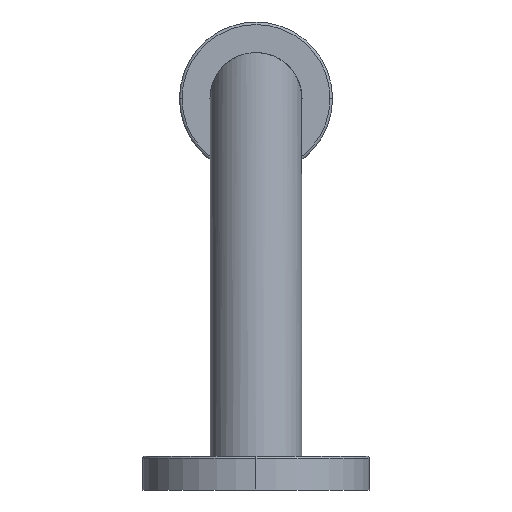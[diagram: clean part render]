
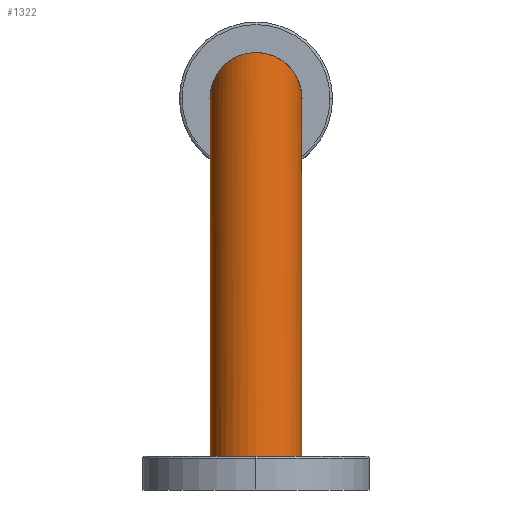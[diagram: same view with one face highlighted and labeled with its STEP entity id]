
A CAD part, left-side view. The second image highlights one B-rep face of the part: STEP entity #1322.
In plain terms, the highlighted cylindrical face has radius 8.999 mm (diameter 17.998 mm), a partial arc.
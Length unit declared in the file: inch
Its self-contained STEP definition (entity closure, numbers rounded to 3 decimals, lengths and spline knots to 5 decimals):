
#40=CARTESIAN_POINT('',(0.,0.,0.));
#41=DIRECTION('',(0.,0.,1.));
#42=DIRECTION('',(0.,1.,0.));
#43=AXIS2_PLACEMENT_3D('',#40,#41,#42);
#60=DIRECTION('',(0.,0.,1.));
#61=VECTOR('',#60,2.7557);
#62=CARTESIAN_POINT('',(0.,0.3543,0.));
#63=LINE('',#62,#61);
#64=CARTESIAN_POINT('',(-0.3543,0.,3.11));
#65=CARTESIAN_POINT('',(-0.3543,0.00914,3.11001));
#66=CARTESIAN_POINT('',(-0.35359,0.02757,3.1093));
#67=CARTESIAN_POINT('',(-0.35031,0.05546,3.10601));
#68=CARTESIAN_POINT('',(-0.34472,0.08353,3.10042));
#69=CARTESIAN_POINT('',(-0.33671,0.11157,3.09241));
#70=CARTESIAN_POINT('',(-0.32612,0.13958,3.08182));
#71=CARTESIAN_POINT('',(-0.31271,0.16756,3.06841));
#72=CARTESIAN_POINT('',(-0.29625,0.19525,3.05195));
#73=CARTESIAN_POINT('',(-0.27652,0.22238,3.03222));
#74=CARTESIAN_POINT('',(-0.2533,0.24858,3.009));
#75=CARTESIAN_POINT('',(-0.22645,0.27333,2.98215));
#76=CARTESIAN_POINT('',(-0.19595,0.29603,2.95165));
#77=CARTESIAN_POINT('',(-0.16191,0.31599,2.91761));
#78=CARTESIAN_POINT('',(-0.12466,0.3325,2.88035));
#79=CARTESIAN_POINT('',(-0.08473,0.34488,2.84044));
#80=CARTESIAN_POINT('',(-0.04285,0.35256,2.79852));
#81=CARTESIAN_POINT('',(-0.01433,0.3543,2.7701));
#82=CARTESIAN_POINT('',(0.,0.3543,2.7557));
#84=CARTESIAN_POINT('',(0.,-0.3543,2.7557));
#85=CARTESIAN_POINT('',(-0.01433,-0.3543,2.7701));
#86=CARTESIAN_POINT('',(-0.04285,-0.35256,
2.79852));
#87=CARTESIAN_POINT('',(-0.08473,-0.34488,
2.84044));
#88=CARTESIAN_POINT('',(-0.12466,-0.3325,
2.88035));
#89=CARTESIAN_POINT('',(-0.16191,-0.31599,
2.91761));
#90=CARTESIAN_POINT('',(-0.19595,-0.29603,
2.95165));
#91=CARTESIAN_POINT('',(-0.22645,-0.27333,
2.98215));
#92=CARTESIAN_POINT('',(-0.2533,-0.24858,
3.009));
#93=CARTESIAN_POINT('',(-0.27652,-0.22238,
3.03222));
#94=CARTESIAN_POINT('',(-0.29625,-0.19525,
3.05195));
#95=CARTESIAN_POINT('',(-0.31271,-0.16756,
3.06841));
#96=CARTESIAN_POINT('',(-0.32612,-0.13958,
3.08182));
#97=CARTESIAN_POINT('',(-0.33671,-0.11157,
3.09241));
#98=CARTESIAN_POINT('',(-0.34472,-0.08353,
3.10042));
#99=CARTESIAN_POINT('',(-0.35031,-0.05546,
3.10601));
#100=CARTESIAN_POINT('',(-0.35359,-0.02757,
3.1093));
#101=CARTESIAN_POINT('',(-0.3543,-0.00914,3.11001));
#102=CARTESIAN_POINT('',(-0.3543,0.,3.11));
#104=DIRECTION('',(0.,0.,1.));
#105=VECTOR('',#104,2.7557);
#106=CARTESIAN_POINT('',(0.,-0.3543,0.));
#107=LINE('',#106,#105);
#1102=VERTEX_POINT('',#64);
#1103=VERTEX_POINT('',#82);
#1105=VERTEX_POINT('',#84);
#1112=CARTESIAN_POINT('',(0.,0.3543,0.));
#1113=CARTESIAN_POINT('',(0.,-0.3543,0.));
#1114=VERTEX_POINT('',#1112);
#1115=VERTEX_POINT('',#1113);
#1306=CARTESIAN_POINT('',(0.,0.,0.));
#1307=DIRECTION('',(0.,0.,1.));
#1308=DIRECTION('',(0.,1.,0.));
#1309=AXIS2_PLACEMENT_3D('',#1306,#1307,#1308);
#1310=CYLINDRICAL_SURFACE('',#1309,0.3543);
#1311=ORIENTED_EDGE('',*,*,#1287,.F.);
#1313=ORIENTED_EDGE('',*,*,#1312,.T.);
#1315=ORIENTED_EDGE('',*,*,#1314,.F.);
#1317=ORIENTED_EDGE('',*,*,#1316,.F.);
#1319=ORIENTED_EDGE('',*,*,#1318,.F.);
#1320=EDGE_LOOP('',(#1311,#1313,#1315,#1317,#1319));
#1321=FACE_OUTER_BOUND('',#1320,.F.);
#1322=ADVANCED_FACE('',(#1321),#1310,.T.);
#44=CIRCLE('',#43,0.3543);
#83=B_SPLINE_CURVE_WITH_KNOTS('',3,(#64,#65,#66,#67,#68,#69,#70,#71,#72,#73,#74,
#75,#76,#77,#78,#79,#80,#81,#82),.UNSPECIFIED.,.F.,.F.,(4,1,1,1,1,1,1,1,1,1,1,1,
1,1,1,1,4),(0.,0.0625,0.125,0.1875,0.25,0.3125,0.375,0.4375,
0.5,0.5625,0.625,0.6875,0.75,0.8125,0.875,0.9375,1.),
.UNSPECIFIED.);
#103=B_SPLINE_CURVE_WITH_KNOTS('',3,(#84,#85,#86,#87,#88,#89,#90,#91,#92,#93,
#94,#95,#96,#97,#98,#99,#100,#101,#102),.UNSPECIFIED.,.F.,.F.,(4,1,1,1,1,1,1,1,
1,1,1,1,1,1,1,1,4),(0.,0.0625,0.125,0.1875,0.25,0.3125,0.375,
0.4375,0.5,0.5625,0.625,0.6875,0.75,0.8125,0.875,0.9375,1.),
.UNSPECIFIED.);
#1287=EDGE_CURVE('',#1114,#1115,#44,.T.);
#1312=EDGE_CURVE('',#1114,#1103,#63,.T.);
#1314=EDGE_CURVE('',#1102,#1103,#83,.T.);
#1316=EDGE_CURVE('',#1105,#1102,#103,.T.);
#1318=EDGE_CURVE('',#1115,#1105,#107,.T.);
